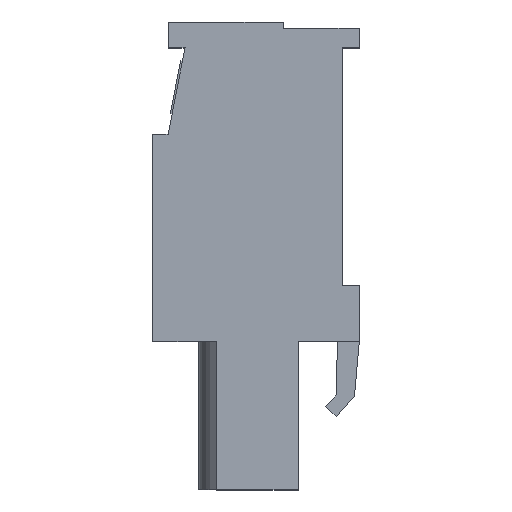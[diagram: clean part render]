
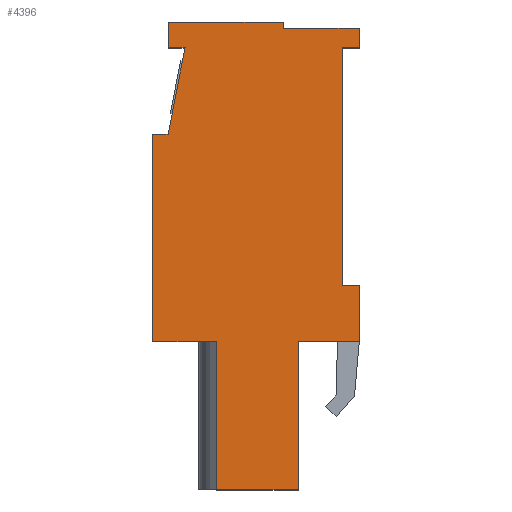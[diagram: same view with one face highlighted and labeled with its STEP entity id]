
A CAD part, top view. The second image highlights one B-rep face of the part: STEP entity #4396.
In plain terms, the highlighted planar face has unit normal (0, 0, 1).
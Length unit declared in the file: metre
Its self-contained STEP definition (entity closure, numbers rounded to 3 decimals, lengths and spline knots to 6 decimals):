
#25 = VERTEX_POINT ( 'NONE', #2009 ) ;
#65 = ORIENTED_EDGE ( 'NONE', *, *, #4481, .F. ) ;
#91 = EDGE_CURVE ( 'NONE', #1074, #4647, #2359, .T. ) ;
#104 = CARTESIAN_POINT ( 'NONE',  ( 0.01161, 0.00315, 0.01012 ) ) ;
#148 = ORIENTED_EDGE ( 'NONE', *, *, #1693, .F. ) ;
#154 = EDGE_LOOP ( 'NONE', ( #3159, #148, #2663, #65, #1061, #3575, #1336, #4450, #1772, #1862, #3958, #3408, #3865, #1552, #1462, #1933, #1889, #1367 ) ) ;
#157 = CARTESIAN_POINT ( 'NONE',  ( 0.00086, 0.01165, 0.01012 ) ) ;
#220 = VECTOR ( 'NONE', #3841, 1. ) ;
#253 = VECTOR ( 'NONE', #2557, 1. ) ;
#260 = DIRECTION ( 'NONE',  ( -1., 0., 0. ) ) ;
#393 = DIRECTION ( 'NONE',  ( -1., 0., 0. ) ) ;
#409 = CARTESIAN_POINT ( 'NONE',  ( 0.005706, 0.01165, 0.01012 ) ) ;
#467 = CARTESIAN_POINT ( 'NONE',  ( 0.01064, 0.00315, 0.01012 ) ) ;
#500 = DIRECTION ( 'NONE',  ( -1., 0., 0. ) ) ;
#571 = VECTOR ( 'NONE', #2481, 1. ) ;
#605 = EDGE_CURVE ( 'NONE', #3456, #4647, #3794, .T. ) ;
#689 = CARTESIAN_POINT ( 'NONE',  ( 0.00818, 0., 0.01012 ) ) ;
#704 = LINE ( 'NONE', #157, #1569 ) ;
#724 = LINE ( 'NONE', #2379, #2544 ) ;
#809 = VECTOR ( 'NONE', #2952, 1. ) ;
#836 = VERTEX_POINT ( 'NONE', #3306 ) ;
#849 = EDGE_CURVE ( 'NONE', #1272, #4635, #933, .T. ) ;
#858 = EDGE_CURVE ( 'NONE', #2401, #2892, #2523, .T. ) ;
#873 = LINE ( 'NONE', #4702, #3903 ) ;
#933 = LINE ( 'NONE', #3175, #1399 ) ;
#978 = CARTESIAN_POINT ( 'NONE',  ( 0.00734, 0.0176, 0.01012 ) ) ;
#984 = DIRECTION ( 'NONE',  ( 0., -1., 0. ) ) ;
#1030 = EDGE_CURVE ( 'NONE', #4513, #2892, #2745, .T. ) ;
#1061 = ORIENTED_EDGE ( 'NONE', *, *, #858, .T. ) ;
#1063 = CARTESIAN_POINT ( 'NONE',  ( 0.005706, 0.01649, 0.01012 ) ) ;
#1074 = VERTEX_POINT ( 'NONE', #1995 ) ;
#1110 = CARTESIAN_POINT ( 'NONE',  ( 0.00088, 0.01795, 0.01012 ) ) ;
#1154 = CARTESIAN_POINT ( 'NONE',  ( 0.00182, 0.01649, 0.01012 ) ) ;
#1193 = EDGE_CURVE ( 'NONE', #2996, #3683, #1915, .T. ) ;
#1198 = CARTESIAN_POINT ( 'NONE',  ( 0.00358, -0.00834, 0.01012 ) ) ;
#1272 = VERTEX_POINT ( 'NONE', #3443 ) ;
#1336 = ORIENTED_EDGE ( 'NONE', *, *, #1435, .F. ) ;
#1357 = CARTESIAN_POINT ( 'NONE',  ( 0.01064, 0.01649, 0.01012 ) ) ;
#1367 = ORIENTED_EDGE ( 'NONE', *, *, #4082, .T. ) ;
#1379 = VECTOR ( 'NONE', #3381, 1. ) ;
#1399 = VECTOR ( 'NONE', #3201, 1. ) ;
#1404 = EDGE_CURVE ( 'NONE', #3456, #4183, #1685, .T. ) ;
#1435 = EDGE_CURVE ( 'NONE', #1074, #4513, #2916, .T. ) ;
#1462 = ORIENTED_EDGE ( 'NONE', *, *, #4405, .T. ) ;
#1510 = EDGE_CURVE ( 'NONE', #1707, #4507, #704, .T. ) ;
#1511 = VECTOR ( 'NONE', #260, 1. ) ;
#1552 = ORIENTED_EDGE ( 'NONE', *, *, #1193, .F. ) ;
#1569 = VECTOR ( 'NONE', #4688, 1. ) ;
#1588 = DIRECTION ( 'NONE',  ( -1., 0., 0. ) ) ;
#1625 = VECTOR ( 'NONE', #3582, 1. ) ;
#1641 = VECTOR ( 'NONE', #984, 1. ) ;
#1663 = DIRECTION ( 'NONE',  ( 1., 0., 0. ) ) ;
#1673 = CARTESIAN_POINT ( 'NONE',  ( 0.005706, 0.005627, 0.01012 ) ) ;
#1685 = LINE ( 'NONE', #1063, #4225 ) ;
#1693 = EDGE_CURVE ( 'NONE', #1272, #25, #724, .T. ) ;
#1707 = VERTEX_POINT ( 'NONE', #3095 ) ;
#1772 = ORIENTED_EDGE ( 'NONE', *, *, #605, .F. ) ;
#1813 = VECTOR ( 'NONE', #500, 1. ) ;
#1855 = VERTEX_POINT ( 'NONE', #3541 ) ;
#1862 = ORIENTED_EDGE ( 'NONE', *, *, #1404, .T. ) ;
#1889 = ORIENTED_EDGE ( 'NONE', *, *, #1510, .F. ) ;
#1906 = CARTESIAN_POINT ( 'NONE',  ( 0.01161, 0.01649, 0.01012 ) ) ;
#1915 = LINE ( 'NONE', #3083, #4455 ) ;
#1933 = ORIENTED_EDGE ( 'NONE', *, *, #3479, .T. ) ;
#1995 = CARTESIAN_POINT ( 'NONE',  ( 0.01161, 0.00315, 0.01012 ) ) ;
#2009 = CARTESIAN_POINT ( 'NONE',  ( 0., 0., 0.01012 ) ) ;
#2038 = DIRECTION ( 'NONE',  ( 0., -1., 0. ) ) ;
#2062 = VECTOR ( 'NONE', #2038, 1. ) ;
#2147 = EDGE_CURVE ( 'NONE', #3929, #2526, #2928, .T. ) ;
#2226 = CARTESIAN_POINT ( 'NONE',  ( 0.00734, 0.01795, 0.01012 ) ) ;
#2230 = EDGE_CURVE ( 'NONE', #4183, #2526, #3509, .T. ) ;
#2359 = LINE ( 'NONE', #4043, #1511 ) ;
#2379 = CARTESIAN_POINT ( 'NONE',  ( 0.0026, 0., 0.01012 ) ) ;
#2391 = DIRECTION ( 'NONE',  ( 0., 0., 1. ) ) ;
#2401 = VERTEX_POINT ( 'NONE', #3273 ) ;
#2440 = CARTESIAN_POINT ( 'NONE',  ( 0.01161, 0., 0.01012 ) ) ;
#2481 = DIRECTION ( 'NONE',  ( -1., 0., 0. ) ) ;
#2523 = LINE ( 'NONE', #2965, #809 ) ;
#2526 = VERTEX_POINT ( 'NONE', #3243 ) ;
#2536 = VECTOR ( 'NONE', #4098, 1. ) ;
#2544 = VECTOR ( 'NONE', #1588, 1. ) ;
#2557 = DIRECTION ( 'NONE',  ( 0., 1., 0. ) ) ;
#2573 = CARTESIAN_POINT ( 'NONE',  ( 0.01161, 0., 0.01012 ) ) ;
#2632 = CARTESIAN_POINT ( 'NONE',  ( 0.00734, 0.0176, 0.01012 ) ) ;
#2663 = ORIENTED_EDGE ( 'NONE', *, *, #849, .T. ) ;
#2745 = LINE ( 'NONE', #2440, #571 ) ;
#2767 = PLANE ( 'NONE',  #4242 ) ;
#2772 = LINE ( 'NONE', #3015, #1813 ) ;
#2831 = LINE ( 'NONE', #3815, #220 ) ;
#2892 = VERTEX_POINT ( 'NONE', #689 ) ;
#2916 = LINE ( 'NONE', #104, #1625 ) ;
#2928 = LINE ( 'NONE', #2632, #2536 ) ;
#2952 = DIRECTION ( 'NONE',  ( 0., 1., 0. ) ) ;
#2965 = CARTESIAN_POINT ( 'NONE',  ( 0.00818, 0.005627, 0.01012 ) ) ;
#2996 = VERTEX_POINT ( 'NONE', #1110 ) ;
#3015 = CARTESIAN_POINT ( 'NONE',  ( 0.00818, -0.00834, 0.01012 ) ) ;
#3083 = CARTESIAN_POINT ( 'NONE',  ( 0.00088, 0.01795, 0.01012 ) ) ;
#3095 = CARTESIAN_POINT ( 'NONE',  ( 0.00086, 0.01165, 0.01012 ) ) ;
#3159 = ORIENTED_EDGE ( 'NONE', *, *, #3379, .F. ) ;
#3160 = DIRECTION ( 'NONE',  ( 1., 0., 0. ) ) ;
#3175 = CARTESIAN_POINT ( 'NONE',  ( 0.00358, 0.005627, 0.01012 ) ) ;
#3201 = DIRECTION ( 'NONE',  ( 0., -1., 0. ) ) ;
#3236 = EDGE_CURVE ( 'NONE', #3929, #3683, #873, .T. ) ;
#3238 = CARTESIAN_POINT ( 'NONE',  ( 0.005706, 0.01649, 0.01012 ) ) ;
#3243 = CARTESIAN_POINT ( 'NONE',  ( 0.01161, 0.0176, 0.01012 ) ) ;
#3273 = CARTESIAN_POINT ( 'NONE',  ( 0.00818, -0.00834, 0.01012 ) ) ;
#3306 = CARTESIAN_POINT ( 'NONE',  ( 0., 0.01165, 0.01012 ) ) ;
#3379 = EDGE_CURVE ( 'NONE', #25, #836, #2831, .T. ) ;
#3381 = DIRECTION ( 'NONE',  ( 1., 0., 0. ) ) ;
#3408 = ORIENTED_EDGE ( 'NONE', *, *, #2147, .F. ) ;
#3409 = CARTESIAN_POINT ( 'NONE',  ( 0.01064, 0.01649, 0.01012 ) ) ;
#3443 = CARTESIAN_POINT ( 'NONE',  ( 0.00358, 0., 0.01012 ) ) ;
#3456 = VERTEX_POINT ( 'NONE', #3409 ) ;
#3479 = EDGE_CURVE ( 'NONE', #1855, #4507, #3936, .T. ) ;
#3509 = LINE ( 'NONE', #3671, #253 ) ;
#3531 = DIRECTION ( 'NONE',  ( 1., 0., 0. ) ) ;
#3541 = CARTESIAN_POINT ( 'NONE',  ( 0.00088, 0.01649, 0.01012 ) ) ;
#3575 = ORIENTED_EDGE ( 'NONE', *, *, #1030, .F. ) ;
#3582 = DIRECTION ( 'NONE',  ( 0., -1., 0. ) ) ;
#3671 = CARTESIAN_POINT ( 'NONE',  ( 0.01161, 0.005627, 0.01012 ) ) ;
#3683 = VERTEX_POINT ( 'NONE', #2226 ) ;
#3708 = VECTOR ( 'NONE', #393, 1. ) ;
#3794 = LINE ( 'NONE', #1357, #1641 ) ;
#3815 = CARTESIAN_POINT ( 'NONE',  ( 0., 0., 0.01012 ) ) ;
#3834 = CARTESIAN_POINT ( 'NONE',  ( 0.00088, 0.005627, 0.01012 ) ) ;
#3841 = DIRECTION ( 'NONE',  ( 0., 1., 0. ) ) ;
#3865 = ORIENTED_EDGE ( 'NONE', *, *, #3236, .T. ) ;
#3879 = LINE ( 'NONE', #3834, #2062 ) ;
#3903 = VECTOR ( 'NONE', #4669, 1. ) ;
#3929 = VERTEX_POINT ( 'NONE', #978 ) ;
#3936 = LINE ( 'NONE', #3238, #1379 ) ;
#3958 = ORIENTED_EDGE ( 'NONE', *, *, #2230, .T. ) ;
#4011 = FACE_OUTER_BOUND ( 'NONE', #154, .T. ) ;
#4043 = CARTESIAN_POINT ( 'NONE',  ( 0.005706, 0.00315, 0.01012 ) ) ;
#4044 = LINE ( 'NONE', #409, #3708 ) ;
#4082 = EDGE_CURVE ( 'NONE', #1707, #836, #4044, .T. ) ;
#4098 = DIRECTION ( 'NONE',  ( 1., 0., 0. ) ) ;
#4183 = VERTEX_POINT ( 'NONE', #1906 ) ;
#4225 = VECTOR ( 'NONE', #3531, 1. ) ;
#4242 = AXIS2_PLACEMENT_3D ( 'NONE', #1673, #2391, #1663 ) ;
#4396 = ADVANCED_FACE ( 'NONE', ( #4011 ), #2767, .T. ) ;
#4405 = EDGE_CURVE ( 'NONE', #2996, #1855, #3879, .T. ) ;
#4450 = ORIENTED_EDGE ( 'NONE', *, *, #91, .T. ) ;
#4455 = VECTOR ( 'NONE', #3160, 1. ) ;
#4481 = EDGE_CURVE ( 'NONE', #2401, #4635, #2772, .T. ) ;
#4507 = VERTEX_POINT ( 'NONE', #1154 ) ;
#4513 = VERTEX_POINT ( 'NONE', #2573 ) ;
#4635 = VERTEX_POINT ( 'NONE', #1198 ) ;
#4647 = VERTEX_POINT ( 'NONE', #467 ) ;
#4669 = DIRECTION ( 'NONE',  ( 0., 1., 0. ) ) ;
#4688 = DIRECTION ( 'NONE',  ( 0.195, 0.981, 0. ) ) ;
#4702 = CARTESIAN_POINT ( 'NONE',  ( 0.00734, 0.005627, 0.01012 ) ) ;
